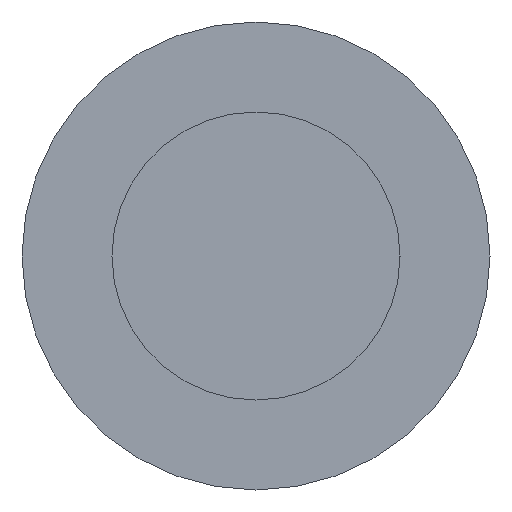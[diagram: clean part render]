
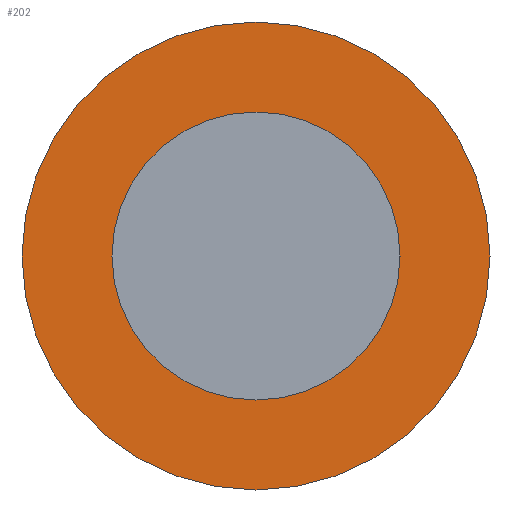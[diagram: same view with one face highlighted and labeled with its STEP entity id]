
A CAD part, left-side view. The second image highlights one B-rep face of the part: STEP entity #202.
In plain terms, the highlighted planar face has unit normal (-1, 0, 0).
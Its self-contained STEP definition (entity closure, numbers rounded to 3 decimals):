
#9 = CARTESIAN_POINT ( 'NONE',  ( 96.1, 0., 0. ) ) ;
#10 = AXIS2_PLACEMENT_3D ( 'NONE', #353, #165, #207 ) ;
#11 = VERTEX_POINT ( 'NONE', #156 ) ;
#15 = CIRCLE ( 'NONE', #295, 13. ) ;
#25 = DIRECTION ( 'NONE',  ( 0., 0., -1. ) ) ;
#29 = EDGE_CURVE ( 'NONE', #248, #154, #44, .T. ) ;
#31 = CARTESIAN_POINT ( 'NONE',  ( 96.1, 0., 0. ) ) ;
#42 = CIRCLE ( 'NONE', #83, 13. ) ;
#44 = CIRCLE ( 'NONE', #187, 8. ) ;
#58 = CARTESIAN_POINT ( 'NONE',  ( 96.1, 0., -13. ) ) ;
#83 = AXIS2_PLACEMENT_3D ( 'NONE', #93, #330, #132 ) ;
#93 = CARTESIAN_POINT ( 'NONE',  ( 96.1, 0., 0. ) ) ;
#103 = ORIENTED_EDGE ( 'NONE', *, *, #402, .F. ) ;
#132 = DIRECTION ( 'NONE',  ( 0., 0., 1. ) ) ;
#139 = CIRCLE ( 'NONE', #10, 8. ) ;
#149 = EDGE_LOOP ( 'NONE', ( #279, #235 ) ) ;
#154 = VERTEX_POINT ( 'NONE', #194 ) ;
#156 = CARTESIAN_POINT ( 'NONE',  ( 96.1, 0., 13. ) ) ;
#165 = DIRECTION ( 'NONE',  ( -1., 0., 0. ) ) ;
#170 = EDGE_LOOP ( 'NONE', ( #103, #385 ) ) ;
#180 = FACE_BOUND ( 'NONE', #170, .T. ) ;
#187 = AXIS2_PLACEMENT_3D ( 'NONE', #9, #221, #284 ) ;
#194 = CARTESIAN_POINT ( 'NONE',  ( 96.1, 0., 8. ) ) ;
#198 = VERTEX_POINT ( 'NONE', #58 ) ;
#202 = ADVANCED_FACE ( 'NONE', ( #180, #213 ), #237, .F. ) ;
#207 = DIRECTION ( 'NONE',  ( 0., 0., 1. ) ) ;
#210 = DIRECTION ( 'NONE',  ( -1., 0., 0. ) ) ;
#213 = FACE_OUTER_BOUND ( 'NONE', #149, .T. ) ;
#221 = DIRECTION ( 'NONE',  ( -1., 0., 0. ) ) ;
#235 = ORIENTED_EDGE ( 'NONE', *, *, #311, .T. ) ;
#237 = PLANE ( 'NONE',  #282 ) ;
#248 = VERTEX_POINT ( 'NONE', #303 ) ;
#249 = DIRECTION ( 'NONE',  ( 0., 0., 1. ) ) ;
#270 = CARTESIAN_POINT ( 'NONE',  ( 96.1, 8., 0. ) ) ;
#272 = DIRECTION ( 'NONE',  ( 1., 0., 0. ) ) ;
#279 = ORIENTED_EDGE ( 'NONE', *, *, #398, .T. ) ;
#282 = AXIS2_PLACEMENT_3D ( 'NONE', #270, #272, #25 ) ;
#284 = DIRECTION ( 'NONE',  ( 0., 0., 1. ) ) ;
#295 = AXIS2_PLACEMENT_3D ( 'NONE', #31, #210, #249 ) ;
#303 = CARTESIAN_POINT ( 'NONE',  ( 96.1, 0., -8. ) ) ;
#311 = EDGE_CURVE ( 'NONE', #198, #11, #15, .T. ) ;
#330 = DIRECTION ( 'NONE',  ( -1., 0., 0. ) ) ;
#353 = CARTESIAN_POINT ( 'NONE',  ( 96.1, 0., 0. ) ) ;
#385 = ORIENTED_EDGE ( 'NONE', *, *, #29, .F. ) ;
#398 = EDGE_CURVE ( 'NONE', #11, #198, #42, .T. ) ;
#402 = EDGE_CURVE ( 'NONE', #154, #248, #139, .T. ) ;
